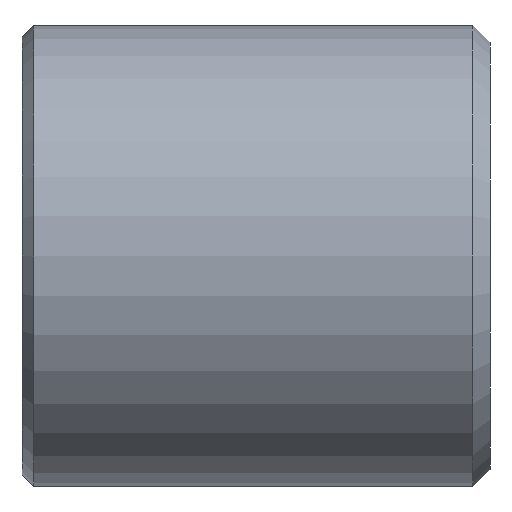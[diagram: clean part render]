
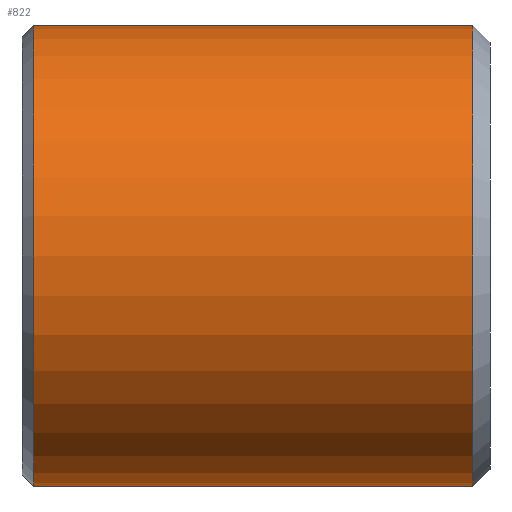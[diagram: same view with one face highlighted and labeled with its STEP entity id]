
A CAD part, front view. The second image highlights one B-rep face of the part: STEP entity #822.
In plain terms, the highlighted cylindrical face has radius 10 mm (diameter 20 mm), a partial arc.
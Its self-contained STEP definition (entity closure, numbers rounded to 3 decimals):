
#21 = DIRECTION ( 'NONE',  ( 1., 0., 0. ) ) ;
#58 = LINE ( 'NONE', #620, #736 ) ;
#101 = CARTESIAN_POINT ( 'NONE',  ( 19.55, 0., 0. ) ) ;
#148 = AXIS2_PLACEMENT_3D ( 'NONE', #101, #744, #192 ) ;
#192 = DIRECTION ( 'NONE',  ( 0., 0., -1. ) ) ;
#235 = CIRCLE ( 'NONE', #1014, 10. ) ;
#272 = DIRECTION ( 'NONE',  ( -1., 0., 0. ) ) ;
#283 = DIRECTION ( 'NONE',  ( -1., 0., 0. ) ) ;
#299 = LINE ( 'NONE', #1094, #512 ) ;
#303 = CARTESIAN_POINT ( 'NONE',  ( 0.5, 0., 10. ) ) ;
#337 = VERTEX_POINT ( 'NONE', #569 ) ;
#399 = FACE_OUTER_BOUND ( 'NONE', #443, .T. ) ;
#409 = EDGE_CURVE ( 'NONE', #828, #337, #58, .T. ) ;
#443 = EDGE_LOOP ( 'NONE', ( #612, #566, #586, #563 ) ) ;
#512 = VECTOR ( 'NONE', #283, 1000. ) ;
#563 = ORIENTED_EDGE ( 'NONE', *, *, #988, .T. ) ;
#566 = ORIENTED_EDGE ( 'NONE', *, *, #686, .T. ) ;
#569 = CARTESIAN_POINT ( 'NONE',  ( 0.5, 0., -10. ) ) ;
#571 = CARTESIAN_POINT ( 'NONE',  ( 0.5, 0., 0. ) ) ;
#586 = ORIENTED_EDGE ( 'NONE', *, *, #638, .T. ) ;
#612 = ORIENTED_EDGE ( 'NONE', *, *, #409, .F. ) ;
#620 = CARTESIAN_POINT ( 'NONE',  ( 20.3, 0., -10. ) ) ;
#638 = EDGE_CURVE ( 'NONE', #1028, #1026, #299, .T. ) ;
#652 = DIRECTION ( 'NONE',  ( 0., 0., -1. ) ) ;
#686 = EDGE_CURVE ( 'NONE', #828, #1028, #712, .T. ) ;
#712 = CIRCLE ( 'NONE', #148, 10. ) ;
#736 = VECTOR ( 'NONE', #989, 1000. ) ;
#744 = DIRECTION ( 'NONE',  ( -1., 0., 0. ) ) ;
#773 = AXIS2_PLACEMENT_3D ( 'NONE', #820, #272, #909 ) ;
#820 = CARTESIAN_POINT ( 'NONE',  ( 20.3, 0., 0. ) ) ;
#822 = ADVANCED_FACE ( 'NONE', ( #399 ), #1078, .T. ) ;
#828 = VERTEX_POINT ( 'NONE', #1003 ) ;
#909 = DIRECTION ( 'NONE',  ( 0., 0., 1. ) ) ;
#988 = EDGE_CURVE ( 'NONE', #1026, #337, #235, .T. ) ;
#989 = DIRECTION ( 'NONE',  ( -1., 0., 0. ) ) ;
#1003 = CARTESIAN_POINT ( 'NONE',  ( 19.55, 0., -10. ) ) ;
#1014 = AXIS2_PLACEMENT_3D ( 'NONE', #571, #21, #652 ) ;
#1026 = VERTEX_POINT ( 'NONE', #303 ) ;
#1028 = VERTEX_POINT ( 'NONE', #1110 ) ;
#1078 = CYLINDRICAL_SURFACE ( 'NONE', #773, 10. ) ;
#1094 = CARTESIAN_POINT ( 'NONE',  ( 20.3, 0., 10. ) ) ;
#1110 = CARTESIAN_POINT ( 'NONE',  ( 19.55, 0., 10. ) ) ;
